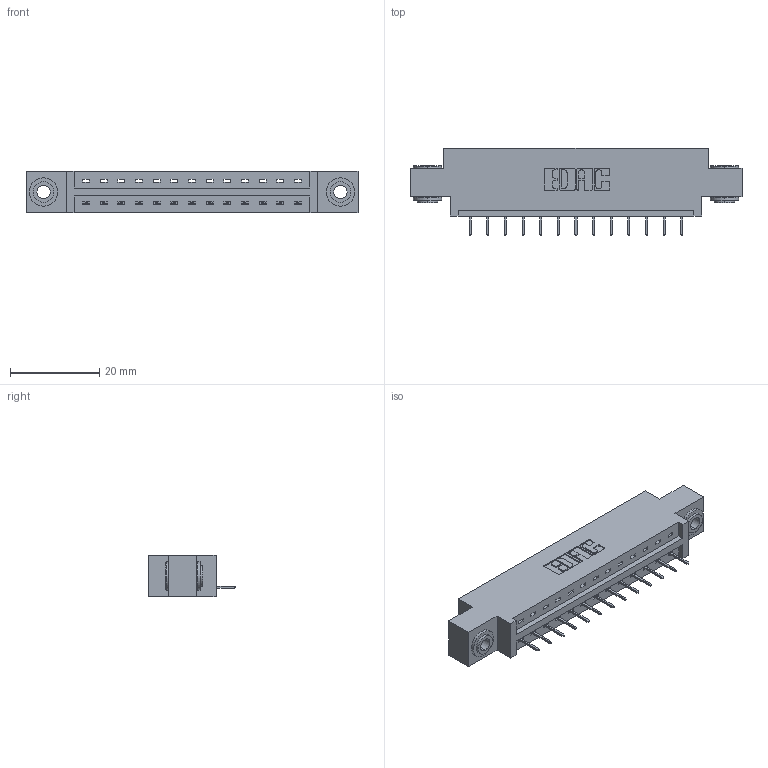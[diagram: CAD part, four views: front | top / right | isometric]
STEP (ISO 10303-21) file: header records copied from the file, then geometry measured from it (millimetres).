
FILE_DESCRIPTION (( 'STEP AP203' ), '1' );
FILE_NAME ('387-013-524-603.STEP', '2019-10-02T14:15:15', ( '' ), ( '' ), 'SwSTEP 2.0', 'SolidWorks 2016', '' );
FILE_SCHEMA (( 'CONFIG_CONTROL_DESIGN' ));
Length unit declared in the file: inch
Products named in the file (4): 345-250-002_345-250-002-102; 345-292-001_345-293-124; 387-013-524-603; 337 Part_0.170 Offset - 0.156 Dia-TH
Assembly tree (16 placements, depth 2):
  387-013-524-603
    337 Part_0.170 Offset - 0.156 Dia-TH
    345-292-001_345-293-124  x13
    345-250-002_345-250-002-102  x2
Bounding box: 74.52 x 19.69 x 9.4 mm (x, y, z)
Volume: 7233.1 mm3; surface area: 7461.9 mm2
Topology: 16 solids, 16 shells, 1014 faces, 2895 edges, 1874 vertices
Faces by surface type: plane 760, cylinder 246, cone 8
Entity records: 14270 total; most frequent: CARTESIAN_POINT 2460, ORIENTED_EDGE 2402, DIRECTION 2165, EDGE_CURVE 1201, VECTOR 1053, LINE 1053, VERTEX_POINT 794, AXIS2_PLACEMENT_3D 556
